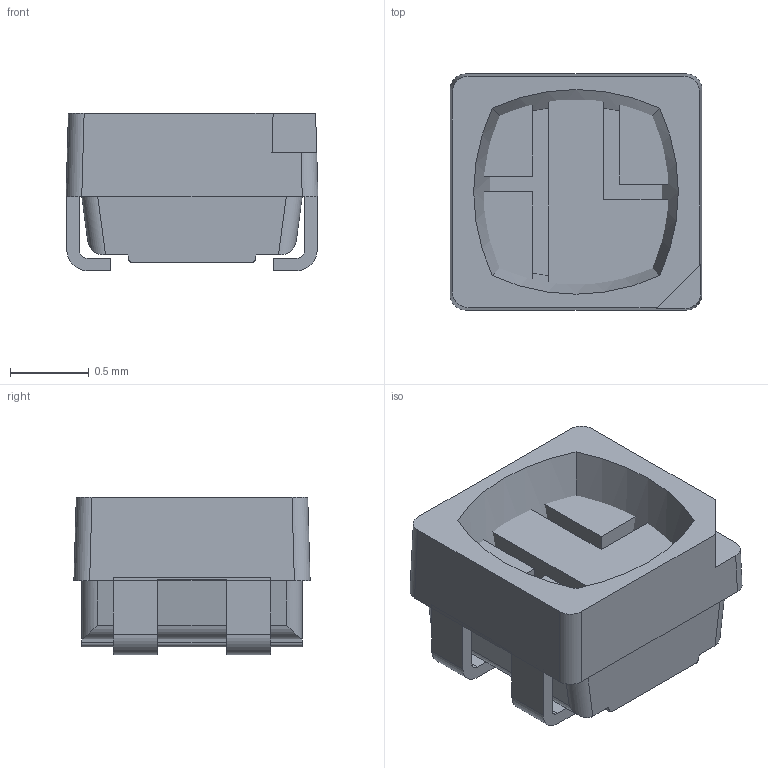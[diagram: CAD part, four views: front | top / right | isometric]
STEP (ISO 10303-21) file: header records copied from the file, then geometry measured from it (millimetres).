
FILE_DESCRIPTION(('FreeCAD Model'),'2;1');
FILE_NAME('MHPA1515RGBDT.step', '2019-12-31T18:07:34',('Author'),(''), 'Open CASCADE STEP processor 7.3','FreeCAD','Unknown');
FILE_SCHEMA(('AUTOMOTIVE_DESIGN { 1 0 10303 214 1 1 1 1 }'));
Length unit declared in the file: millimetre
Products named in the file (4): MHPA1515RGBDT; Body; Leads; Die
Assembly tree (3 placements, depth 2):
  MHPA1515RGBDT
    Body
    Leads
    Die
Bounding box: 1.6 x 1.5 x 1 mm (x, y, z)
Volume: 1.7 mm3; surface area: 21.8 mm2
Topology: 3 solids, 3 shells, 108 faces, 279 edges, 182 vertices
Faces by surface type: plane 84, cylinder 20, bspline 4
Entity records: 3388 total; most frequent: CARTESIAN_POINT 629, ORIENTED_EDGE 558, DIRECTION 543, EDGE_CURVE 279, LINE 223, VECTOR 223, VERTEX_POINT 182, AXIS2_PLACEMENT_3D 160
